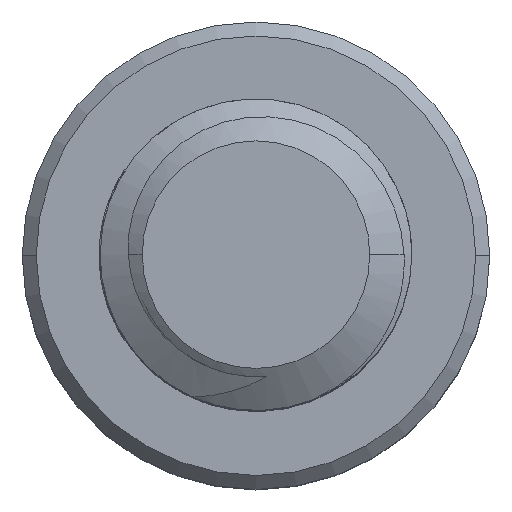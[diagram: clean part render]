
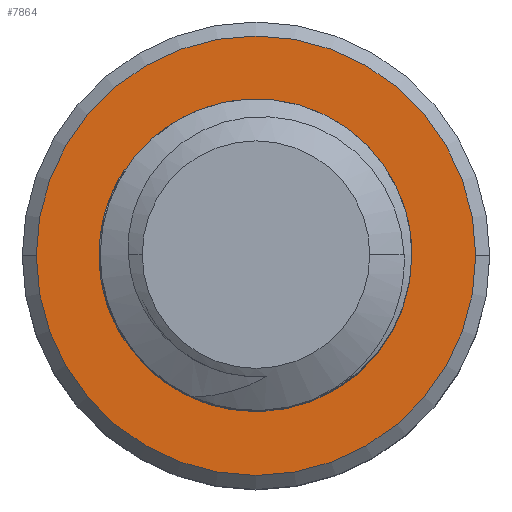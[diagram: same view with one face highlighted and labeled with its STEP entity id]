
A CAD part, top view. The second image highlights one B-rep face of the part: STEP entity #7864.
In plain terms, the highlighted planar face has unit normal (0, 0, 1).
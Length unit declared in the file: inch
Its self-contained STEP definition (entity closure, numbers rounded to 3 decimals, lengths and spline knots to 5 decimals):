
#486 = DIRECTION ( 'NONE',  ( -1., 0., 0. ) ) ;
#730 = CIRCLE ( 'NONE', #4579, 0.1875 ) ;
#1426 = DIRECTION ( 'NONE',  ( 0., 0., 1. ) ) ;
#1782 = CIRCLE ( 'NONE', #2959, 0.26437 ) ;
#1855 = ORIENTED_EDGE ( 'NONE', *, *, #5610, .F. ) ;
#2218 = ORIENTED_EDGE ( 'NONE', *, *, #4363, .T. ) ;
#2742 = DIRECTION ( 'NONE',  ( 0., 0., 1. ) ) ;
#2959 = AXIS2_PLACEMENT_3D ( 'NONE', #8235, #2742, #4048 ) ;
#3113 = EDGE_LOOP ( 'NONE', ( #2218, #3614 ) ) ;
#3277 = DIRECTION ( 'NONE',  ( 0., 0., 1. ) ) ;
#3477 = CARTESIAN_POINT ( 'NONE',  ( 0., 0., -0.75 ) ) ;
#3614 = ORIENTED_EDGE ( 'NONE', *, *, #6670, .T. ) ;
#4048 = DIRECTION ( 'NONE',  ( -1., 0., 0. ) ) ;
#4219 = ORIENTED_EDGE ( 'NONE', *, *, #5956, .F. ) ;
#4267 = DIRECTION ( 'NONE',  ( -1., 0., 0. ) ) ;
#4284 = VERTEX_POINT ( 'NONE', #5962 ) ;
#4363 = EDGE_CURVE ( 'NONE', #4284, #8649, #1782, .T. ) ;
#4375 = CARTESIAN_POINT ( 'NONE',  ( -0.1875, 0., -0.75 ) ) ;
#4409 = FACE_BOUND ( 'NONE', #4634, .T. ) ;
#4579 = AXIS2_PLACEMENT_3D ( 'NONE', #5551, #1426, #8437 ) ;
#4634 = EDGE_LOOP ( 'NONE', ( #4219, #1855 ) ) ;
#4733 = AXIS2_PLACEMENT_3D ( 'NONE', #3477, #7937, #4267 ) ;
#4808 = DIRECTION ( 'NONE',  ( 1., 0., 0. ) ) ;
#4864 = CARTESIAN_POINT ( 'NONE',  ( 0.1875, 0., -0.75 ) ) ;
#5017 = AXIS2_PLACEMENT_3D ( 'NONE', #6200, #3277, #4808 ) ;
#5057 = VERTEX_POINT ( 'NONE', #4864 ) ;
#5381 = CARTESIAN_POINT ( 'NONE',  ( 0.26437, 0., -0.75 ) ) ;
#5551 = CARTESIAN_POINT ( 'NONE',  ( 0., 0., -0.75 ) ) ;
#5610 = EDGE_CURVE ( 'NONE', #7520, #5057, #6205, .T. ) ;
#5802 = PLANE ( 'NONE',  #4733 ) ;
#5956 = EDGE_CURVE ( 'NONE', #5057, #7520, #730, .T. ) ;
#5962 = CARTESIAN_POINT ( 'NONE',  ( -0.26437, 0., -0.75 ) ) ;
#6200 = CARTESIAN_POINT ( 'NONE',  ( 0., 0., -0.75 ) ) ;
#6205 = CIRCLE ( 'NONE', #5017, 0.1875 ) ;
#6369 = AXIS2_PLACEMENT_3D ( 'NONE', #7541, #6851, #486 ) ;
#6670 = EDGE_CURVE ( 'NONE', #8649, #4284, #7845, .T. ) ;
#6851 = DIRECTION ( 'NONE',  ( 0., 0., 1. ) ) ;
#7520 = VERTEX_POINT ( 'NONE', #4375 ) ;
#7541 = CARTESIAN_POINT ( 'NONE',  ( 0., 0., -0.75 ) ) ;
#7845 = CIRCLE ( 'NONE', #6369, 0.26437 ) ;
#7864 = ADVANCED_FACE ( 'NONE', ( #8547, #4409 ), #5802, .F. ) ;
#7937 = DIRECTION ( 'NONE',  ( 0., 0., -1. ) ) ;
#8235 = CARTESIAN_POINT ( 'NONE',  ( 0., 0., -0.75 ) ) ;
#8437 = DIRECTION ( 'NONE',  ( 1., 0., 0. ) ) ;
#8547 = FACE_OUTER_BOUND ( 'NONE', #3113, .T. ) ;
#8649 = VERTEX_POINT ( 'NONE', #5381 ) ;
